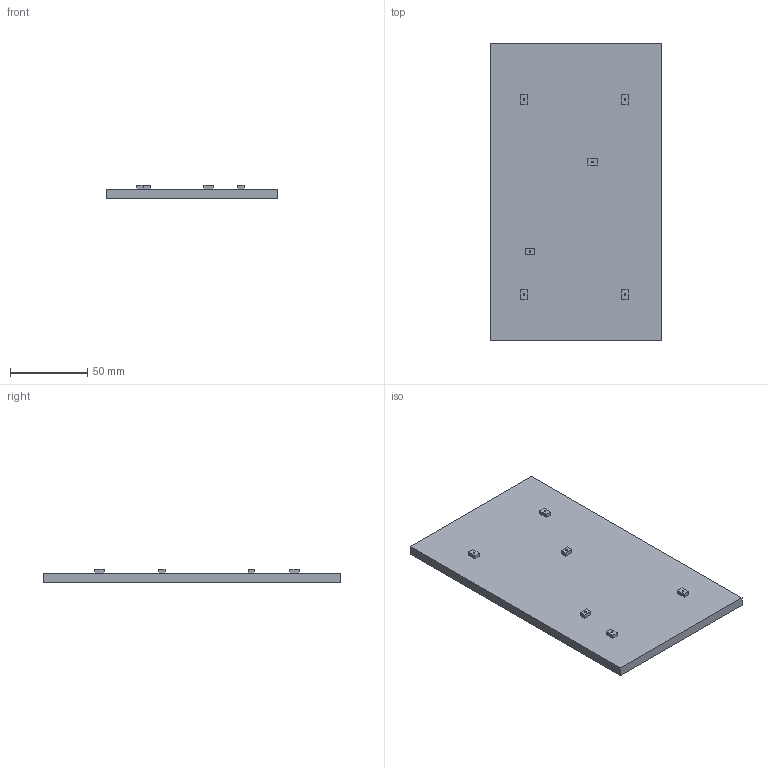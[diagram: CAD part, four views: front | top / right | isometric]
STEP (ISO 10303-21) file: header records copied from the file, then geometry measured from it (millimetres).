
FILE_DESCRIPTION (( 'STEP AP214' ), '1' );
FILE_NAME ('Screen.STEP', '2021-12-08T00:15:29', ( '' ), ( '' ), 'SwSTEP 2.0', 'SolidWorks 2022', '' );
FILE_SCHEMA (( 'AUTOMOTIVE_DESIGN' ));
Length unit declared in the file: millimetre
Products named in the file (1): Screen
Bounding box: 111.5 x 193 x 8.5 mm (x, y, z)
Volume: 131603.2 mm3; surface area: 47087.1 mm2
Topology: 1 solids, 1 shells, 54 faces, 120 edges, 80 vertices
Faces by surface type: plane 42, cylinder 12
Entity records: 1522 total; most frequent: CARTESIAN_POINT 255, DIRECTION 254, ORIENTED_EDGE 240, EDGE_CURVE 120, VECTOR 96, LINE 96, VERTEX_POINT 80, AXIS2_PLACEMENT_3D 79
